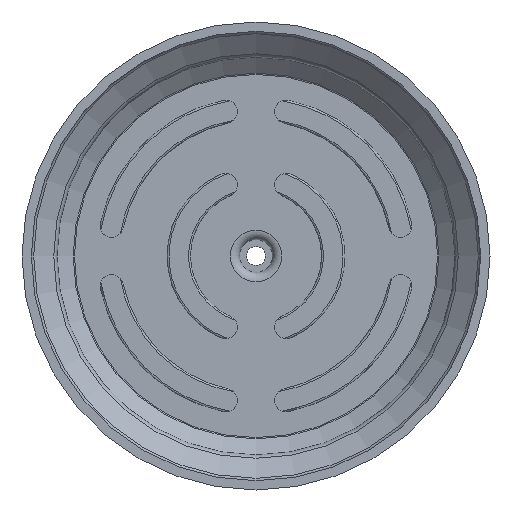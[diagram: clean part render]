
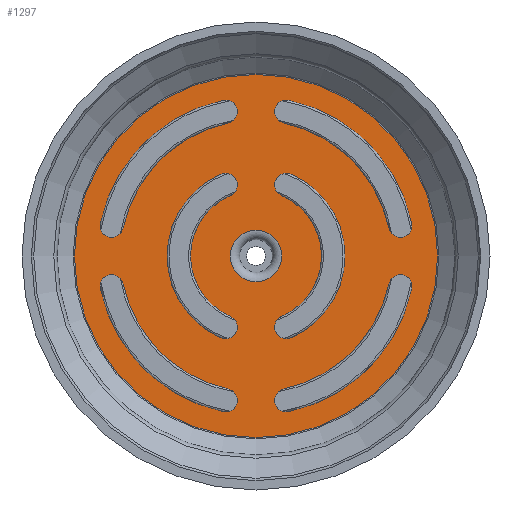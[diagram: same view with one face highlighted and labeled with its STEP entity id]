
A CAD part, front view. The second image highlights one B-rep face of the part: STEP entity #1297.
In plain terms, the highlighted planar face has unit normal (0, -1, 0).
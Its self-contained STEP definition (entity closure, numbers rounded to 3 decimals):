
#246=ORIENTED_EDGE('',*,*,#584,.F.);
#247=ORIENTED_EDGE('',*,*,#585,.T.);
#248=ORIENTED_EDGE('',*,*,#586,.T.);
#249=ORIENTED_EDGE('',*,*,#587,.T.);
#250=ORIENTED_EDGE('',*,*,#588,.F.);
#251=ORIENTED_EDGE('',*,*,#589,.T.);
#252=ORIENTED_EDGE('',*,*,#590,.T.);
#253=ORIENTED_EDGE('',*,*,#591,.T.);
#254=ORIENTED_EDGE('',*,*,#592,.F.);
#255=ORIENTED_EDGE('',*,*,#593,.T.);
#256=ORIENTED_EDGE('',*,*,#594,.T.);
#257=ORIENTED_EDGE('',*,*,#595,.F.);
#258=ORIENTED_EDGE('',*,*,#596,.T.);
#259=ORIENTED_EDGE('',*,*,#597,.T.);
#260=ORIENTED_EDGE('',*,*,#598,.T.);
#261=ORIENTED_EDGE('',*,*,#599,.T.);
#262=ORIENTED_EDGE('',*,*,#600,.F.);
#263=ORIENTED_EDGE('',*,*,#601,.T.);
#264=ORIENTED_EDGE('',*,*,#602,.T.);
#265=ORIENTED_EDGE('',*,*,#603,.T.);
#266=ORIENTED_EDGE('',*,*,#604,.F.);
#267=ORIENTED_EDGE('',*,*,#605,.T.);
#268=ORIENTED_EDGE('',*,*,#606,.T.);
#269=ORIENTED_EDGE('',*,*,#607,.F.);
#270=ORIENTED_EDGE('',*,*,#608,.T.);
#271=ORIENTED_EDGE('',*,*,#583,.T.);
#583=EDGE_CURVE('',#761,#761,#885,.T.);
#584=EDGE_CURVE('',#762,#762,#886,.T.);
#585=EDGE_CURVE('',#763,#764,#887,.T.);
#586=EDGE_CURVE('',#764,#765,#888,.T.);
#587=EDGE_CURVE('',#765,#766,#889,.T.);
#588=EDGE_CURVE('',#763,#766,#890,.T.);
#589=EDGE_CURVE('',#767,#768,#891,.T.);
#590=EDGE_CURVE('',#768,#769,#892,.T.);
#591=EDGE_CURVE('',#769,#770,#893,.T.);
#592=EDGE_CURVE('',#767,#770,#894,.T.);
#593=EDGE_CURVE('',#771,#772,#895,.T.);
#594=EDGE_CURVE('',#772,#773,#896,.T.);
#595=EDGE_CURVE('',#774,#773,#897,.T.);
#596=EDGE_CURVE('',#774,#771,#898,.T.);
#597=EDGE_CURVE('',#775,#776,#899,.T.);
#598=EDGE_CURVE('',#776,#777,#900,.T.);
#599=EDGE_CURVE('',#777,#778,#901,.T.);
#600=EDGE_CURVE('',#775,#778,#902,.T.);
#601=EDGE_CURVE('',#779,#780,#903,.T.);
#602=EDGE_CURVE('',#780,#781,#904,.T.);
#603=EDGE_CURVE('',#781,#782,#905,.T.);
#604=EDGE_CURVE('',#779,#782,#906,.T.);
#605=EDGE_CURVE('',#783,#784,#907,.T.);
#606=EDGE_CURVE('',#784,#785,#908,.T.);
#607=EDGE_CURVE('',#786,#785,#909,.T.);
#608=EDGE_CURVE('',#786,#783,#910,.T.);
#761=VERTEX_POINT('',#2100);
#762=VERTEX_POINT('',#2103);
#763=VERTEX_POINT('',#2105);
#764=VERTEX_POINT('',#2106);
#765=VERTEX_POINT('',#2108);
#766=VERTEX_POINT('',#2110);
#767=VERTEX_POINT('',#2113);
#768=VERTEX_POINT('',#2114);
#769=VERTEX_POINT('',#2116);
#770=VERTEX_POINT('',#2118);
#771=VERTEX_POINT('',#2121);
#772=VERTEX_POINT('',#2122);
#773=VERTEX_POINT('',#2124);
#774=VERTEX_POINT('',#2126);
#775=VERTEX_POINT('',#2129);
#776=VERTEX_POINT('',#2130);
#777=VERTEX_POINT('',#2132);
#778=VERTEX_POINT('',#2134);
#779=VERTEX_POINT('',#2137);
#780=VERTEX_POINT('',#2138);
#781=VERTEX_POINT('',#2140);
#782=VERTEX_POINT('',#2142);
#783=VERTEX_POINT('',#2145);
#784=VERTEX_POINT('',#2146);
#785=VERTEX_POINT('',#2148);
#786=VERTEX_POINT('',#2150);
#885=CIRCLE('',#1425,38.805);
#886=CIRCLE('',#1427,5.5);
#887=CIRCLE('',#1428,2.5);
#888=CIRCLE('',#1429,19.);
#889=CIRCLE('',#1430,2.5);
#890=CIRCLE('',#1431,14.);
#891=CIRCLE('',#1432,2.5);
#892=CIRCLE('',#1433,19.);
#893=CIRCLE('',#1434,2.5);
#894=CIRCLE('',#1435,14.);
#895=CIRCLE('',#1436,34.);
#896=CIRCLE('',#1437,2.5);
#897=CIRCLE('',#1438,29.);
#898=CIRCLE('',#1439,2.5);
#899=CIRCLE('',#1440,2.5);
#900=CIRCLE('',#1441,34.);
#901=CIRCLE('',#1442,2.5);
#902=CIRCLE('',#1443,29.);
#903=CIRCLE('',#1444,2.5);
#904=CIRCLE('',#1445,34.);
#905=CIRCLE('',#1446,2.5);
#906=CIRCLE('',#1447,29.);
#907=CIRCLE('',#1448,34.);
#908=CIRCLE('',#1449,2.5);
#909=CIRCLE('',#1450,29.);
#910=CIRCLE('',#1451,2.5);
#1011=EDGE_LOOP('',(#246));
#1012=EDGE_LOOP('',(#247,#248,#249,#250));
#1013=EDGE_LOOP('',(#251,#252,#253,#254));
#1014=EDGE_LOOP('',(#255,#256,#257,#258));
#1015=EDGE_LOOP('',(#259,#260,#261,#262));
#1016=EDGE_LOOP('',(#263,#264,#265,#266));
#1017=EDGE_LOOP('',(#267,#268,#269,#270));
#1018=EDGE_LOOP('',(#271));
#1153=FACE_BOUND('',#1011,.T.);
#1154=FACE_BOUND('',#1012,.T.);
#1155=FACE_BOUND('',#1013,.T.);
#1156=FACE_BOUND('',#1014,.T.);
#1157=FACE_BOUND('',#1015,.T.);
#1158=FACE_BOUND('',#1016,.T.);
#1159=FACE_BOUND('',#1017,.T.);
#1160=FACE_BOUND('',#1018,.T.);
#1258=PLANE('',#1426);
#1297=ADVANCED_FACE('',(#1153,#1154,#1155,#1156,#1157,#1158,#1159,#1160),
#1258,.F.);
#1425=AXIS2_PLACEMENT_3D('',#2099,#1674,#1675);
#1426=AXIS2_PLACEMENT_3D('',#2101,#1676,#1677);
#1427=AXIS2_PLACEMENT_3D('',#2102,#1678,#1679);
#1428=AXIS2_PLACEMENT_3D('',#2104,#1680,#1681);
#1429=AXIS2_PLACEMENT_3D('',#2107,#1682,#1683);
#1430=AXIS2_PLACEMENT_3D('',#2109,#1684,#1685);
#1431=AXIS2_PLACEMENT_3D('',#2111,#1686,#1687);
#1432=AXIS2_PLACEMENT_3D('',#2112,#1688,#1689);
#1433=AXIS2_PLACEMENT_3D('',#2115,#1690,#1691);
#1434=AXIS2_PLACEMENT_3D('',#2117,#1692,#1693);
#1435=AXIS2_PLACEMENT_3D('',#2119,#1694,#1695);
#1436=AXIS2_PLACEMENT_3D('',#2120,#1696,#1697);
#1437=AXIS2_PLACEMENT_3D('',#2123,#1698,#1699);
#1438=AXIS2_PLACEMENT_3D('',#2125,#1700,#1701);
#1439=AXIS2_PLACEMENT_3D('',#2127,#1702,#1703);
#1440=AXIS2_PLACEMENT_3D('',#2128,#1704,#1705);
#1441=AXIS2_PLACEMENT_3D('',#2131,#1706,#1707);
#1442=AXIS2_PLACEMENT_3D('',#2133,#1708,#1709);
#1443=AXIS2_PLACEMENT_3D('',#2135,#1710,#1711);
#1444=AXIS2_PLACEMENT_3D('',#2136,#1712,#1713);
#1445=AXIS2_PLACEMENT_3D('',#2139,#1714,#1715);
#1446=AXIS2_PLACEMENT_3D('',#2141,#1716,#1717);
#1447=AXIS2_PLACEMENT_3D('',#2143,#1718,#1719);
#1448=AXIS2_PLACEMENT_3D('',#2144,#1720,#1721);
#1449=AXIS2_PLACEMENT_3D('',#2147,#1722,#1723);
#1450=AXIS2_PLACEMENT_3D('',#2149,#1724,#1725);
#1451=AXIS2_PLACEMENT_3D('',#2151,#1726,#1727);
#1674=DIRECTION('',(0.,-1.,0.));
#1675=DIRECTION('',(0.,0.,-1.));
#1676=DIRECTION('',(0.,1.,0.));
#1677=DIRECTION('',(0.,0.,1.));
#1678=DIRECTION('',(0.,-1.,0.));
#1679=DIRECTION('',(0.,0.,-1.));
#1680=DIRECTION('',(0.,1.,0.));
#1681=DIRECTION('',(1.,0.,0.));
#1682=DIRECTION('',(0.,1.,0.));
#1683=DIRECTION('',(1.,0.,0.));
#1684=DIRECTION('',(0.,1.,0.));
#1685=DIRECTION('',(1.,0.,0.));
#1686=DIRECTION('',(0.,1.,0.));
#1687=DIRECTION('',(1.,0.,0.));
#1688=DIRECTION('',(0.,1.,0.));
#1689=DIRECTION('',(1.,0.,0.));
#1690=DIRECTION('',(0.,1.,0.));
#1691=DIRECTION('',(1.,0.,0.));
#1692=DIRECTION('',(0.,1.,0.));
#1693=DIRECTION('',(1.,0.,0.));
#1694=DIRECTION('',(0.,1.,0.));
#1695=DIRECTION('',(1.,0.,0.));
#1696=DIRECTION('',(0.,1.,0.));
#1697=DIRECTION('',(1.,0.,0.));
#1698=DIRECTION('',(0.,1.,0.));
#1699=DIRECTION('',(1.,0.,0.));
#1700=DIRECTION('',(0.,1.,0.));
#1701=DIRECTION('',(1.,0.,0.));
#1702=DIRECTION('',(0.,1.,0.));
#1703=DIRECTION('',(1.,0.,0.));
#1704=DIRECTION('',(0.,1.,0.));
#1705=DIRECTION('',(1.,0.,0.));
#1706=DIRECTION('',(0.,1.,0.));
#1707=DIRECTION('',(1.,0.,0.));
#1708=DIRECTION('',(0.,1.,0.));
#1709=DIRECTION('',(1.,0.,0.));
#1710=DIRECTION('',(0.,1.,0.));
#1711=DIRECTION('',(1.,0.,0.));
#1712=DIRECTION('',(0.,1.,0.));
#1713=DIRECTION('',(1.,0.,0.));
#1714=DIRECTION('',(0.,1.,0.));
#1715=DIRECTION('',(1.,0.,0.));
#1716=DIRECTION('',(0.,1.,0.));
#1717=DIRECTION('',(1.,0.,0.));
#1718=DIRECTION('',(0.,1.,0.));
#1719=DIRECTION('',(1.,0.,0.));
#1720=DIRECTION('',(0.,1.,0.));
#1721=DIRECTION('',(1.,0.,0.));
#1722=DIRECTION('',(0.,1.,0.));
#1723=DIRECTION('',(1.,0.,0.));
#1724=DIRECTION('',(0.,1.,0.));
#1725=DIRECTION('',(1.,0.,0.));
#1726=DIRECTION('',(0.,1.,0.));
#1727=DIRECTION('',(1.,0.,0.));
#2099=CARTESIAN_POINT('',(0.,20.5,0.));
#2100=CARTESIAN_POINT('',(0.,20.5,-38.805));
#2101=CARTESIAN_POINT('',(13.6,20.5,0.));
#2102=CARTESIAN_POINT('',(0.,20.5,0.));
#2103=CARTESIAN_POINT('',(0.,20.5,-5.5));
#2104=CARTESIAN_POINT('',(6.5,20.5,15.166));
#2105=CARTESIAN_POINT('',(5.515,20.5,12.868));
#2106=CARTESIAN_POINT('',(7.485,20.5,17.464));
#2107=CARTESIAN_POINT('',(0.,20.5,0.));
#2108=CARTESIAN_POINT('',(7.485,20.5,-17.464));
#2109=CARTESIAN_POINT('',(6.5,20.5,-15.166));
#2110=CARTESIAN_POINT('',(5.515,20.5,-12.868));
#2111=CARTESIAN_POINT('',(0.,20.5,0.));
#2112=CARTESIAN_POINT('',(-6.5,20.5,-15.166));
#2113=CARTESIAN_POINT('',(-5.515,20.5,-12.868));
#2114=CARTESIAN_POINT('',(-7.485,20.5,-17.464));
#2115=CARTESIAN_POINT('',(0.,20.5,0.));
#2116=CARTESIAN_POINT('',(-7.485,20.5,17.464));
#2117=CARTESIAN_POINT('',(-6.5,20.5,15.166));
#2118=CARTESIAN_POINT('',(-5.515,20.5,12.868));
#2119=CARTESIAN_POINT('',(0.,20.5,0.));
#2120=CARTESIAN_POINT('',(0.,20.5,0.));
#2121=CARTESIAN_POINT('',(33.268,20.5,-7.016));
#2122=CARTESIAN_POINT('',(7.016,20.5,-33.268));
#2123=CARTESIAN_POINT('',(6.5,20.5,-30.822));
#2124=CARTESIAN_POINT('',(5.984,20.5,-28.376));
#2125=CARTESIAN_POINT('',(0.,20.5,0.));
#2126=CARTESIAN_POINT('',(28.376,20.5,-5.984));
#2127=CARTESIAN_POINT('',(30.822,20.5,-6.5));
#2128=CARTESIAN_POINT('',(6.5,20.5,30.822));
#2129=CARTESIAN_POINT('',(5.984,20.5,28.376));
#2130=CARTESIAN_POINT('',(7.016,20.5,33.268));
#2131=CARTESIAN_POINT('',(0.,20.5,0.));
#2132=CARTESIAN_POINT('',(33.268,20.5,7.016));
#2133=CARTESIAN_POINT('',(30.822,20.5,6.5));
#2134=CARTESIAN_POINT('',(28.376,20.5,5.984));
#2135=CARTESIAN_POINT('',(0.,20.5,0.));
#2136=CARTESIAN_POINT('',(-30.822,20.5,6.5));
#2137=CARTESIAN_POINT('',(-28.376,20.5,5.984));
#2138=CARTESIAN_POINT('',(-33.268,20.5,7.016));
#2139=CARTESIAN_POINT('',(0.,20.5,0.));
#2140=CARTESIAN_POINT('',(-7.016,20.5,33.268));
#2141=CARTESIAN_POINT('',(-6.5,20.5,30.822));
#2142=CARTESIAN_POINT('',(-5.984,20.5,28.376));
#2143=CARTESIAN_POINT('',(0.,20.5,0.));
#2144=CARTESIAN_POINT('',(0.,20.5,0.));
#2145=CARTESIAN_POINT('',(-7.016,20.5,-33.268));
#2146=CARTESIAN_POINT('',(-33.268,20.5,-7.016));
#2147=CARTESIAN_POINT('',(-30.822,20.5,-6.5));
#2148=CARTESIAN_POINT('',(-28.376,20.5,-5.984));
#2149=CARTESIAN_POINT('',(0.,20.5,0.));
#2150=CARTESIAN_POINT('',(-5.984,20.5,-28.376));
#2151=CARTESIAN_POINT('',(-6.5,20.5,-30.822));
